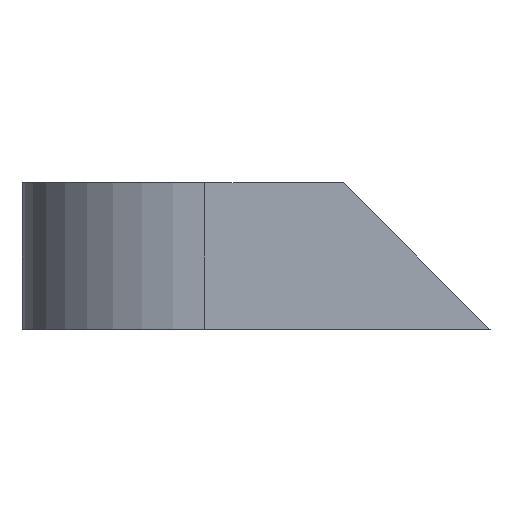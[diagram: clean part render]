
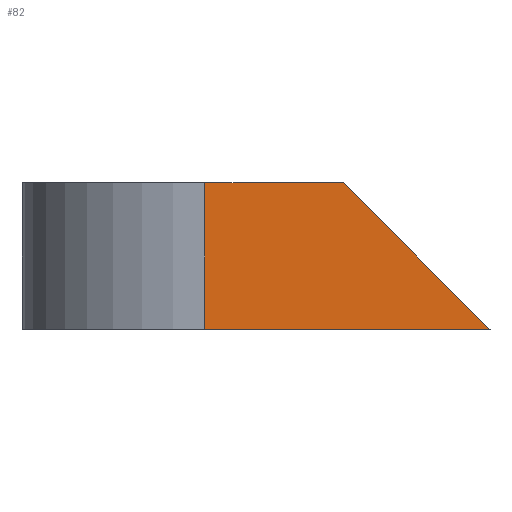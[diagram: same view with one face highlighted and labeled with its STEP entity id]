
A CAD part, left-side view. The second image highlights one B-rep face of the part: STEP entity #82.
In plain terms, the highlighted planar face has unit normal (-1, 0, 0).
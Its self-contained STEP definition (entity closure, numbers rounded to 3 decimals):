
#23 = EDGE_LOOP ( 'NONE', ( #27, #66, #176, #493 ) ) ;
#27 = ORIENTED_EDGE ( 'NONE', *, *, #371, .F. ) ;
#35 = CARTESIAN_POINT ( 'NONE',  ( -36.4, -3.2, 0. ) ) ;
#43 = CARTESIAN_POINT ( 'NONE',  ( -36.4, 0.7, 0. ) ) ;
#66 = ORIENTED_EDGE ( 'NONE', *, *, #403, .T. ) ;
#75 = PLANE ( 'NONE',  #215 ) ;
#80 = DIRECTION ( 'NONE',  ( 0., -1., 0. ) ) ;
#82 = ADVANCED_FACE ( 'NONE', ( #327 ), #75, .T. ) ;
#83 = VERTEX_POINT ( 'NONE', #43 ) ;
#85 = EDGE_CURVE ( 'NONE', #265, #514, #362, .T. ) ;
#142 = VECTOR ( 'NONE', #457, 1000. ) ;
#162 = VERTEX_POINT ( 'NONE', #472 ) ;
#168 = CARTESIAN_POINT ( 'NONE',  ( -36.4, 0., 0. ) ) ;
#176 = ORIENTED_EDGE ( 'NONE', *, *, #380, .F. ) ;
#182 = LINE ( 'NONE', #418, #142 ) ;
#215 = AXIS2_PLACEMENT_3D ( 'NONE', #168, #504, #307 ) ;
#243 = CARTESIAN_POINT ( 'NONE',  ( -36.4, -3.2, 0. ) ) ;
#244 = LINE ( 'NONE', #35, #295 ) ;
#247 = DIRECTION ( 'NONE',  ( 0., 1., 0. ) ) ;
#265 = VERTEX_POINT ( 'NONE', #379 ) ;
#295 = VECTOR ( 'NONE', #247, 1000. ) ;
#307 = DIRECTION ( 'NONE',  ( 0., 0., 1. ) ) ;
#327 = FACE_OUTER_BOUND ( 'NONE', #23, .T. ) ;
#354 = VECTOR ( 'NONE', #80, 1000. ) ;
#362 = LINE ( 'NONE', #243, #479 ) ;
#371 = EDGE_CURVE ( 'NONE', #162, #265, #506, .T. ) ;
#379 = CARTESIAN_POINT ( 'NONE',  ( -36.4, -1.2, 2. ) ) ;
#380 = EDGE_CURVE ( 'NONE', #514, #83, #244, .T. ) ;
#392 = DIRECTION ( 'NONE',  ( 0., -0.707, -0.707 ) ) ;
#403 = EDGE_CURVE ( 'NONE', #162, #83, #182, .T. ) ;
#418 = CARTESIAN_POINT ( 'NONE',  ( -36.4, 0.7, 0. ) ) ;
#452 = CARTESIAN_POINT ( 'NONE',  ( -36.4, -1.2, 2. ) ) ;
#457 = DIRECTION ( 'NONE',  ( 0., 0., -1. ) ) ;
#466 = CARTESIAN_POINT ( 'NONE',  ( -36.4, -3.2, 0. ) ) ;
#472 = CARTESIAN_POINT ( 'NONE',  ( -36.4, 0.7, 2. ) ) ;
#479 = VECTOR ( 'NONE', #392, 1000. ) ;
#493 = ORIENTED_EDGE ( 'NONE', *, *, #85, .F. ) ;
#504 = DIRECTION ( 'NONE',  ( -1., 0., 0. ) ) ;
#506 = LINE ( 'NONE', #452, #354 ) ;
#514 = VERTEX_POINT ( 'NONE', #466 ) ;
